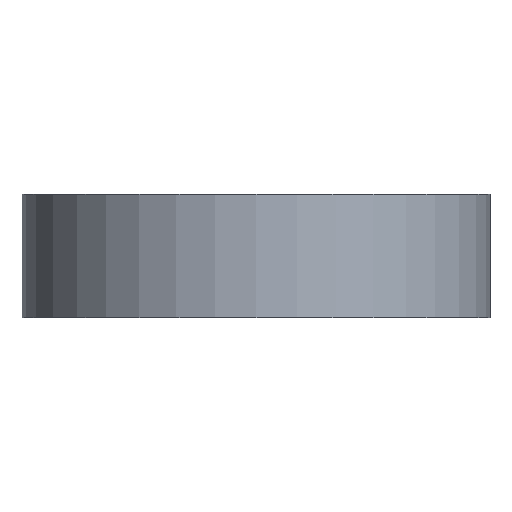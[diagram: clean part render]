
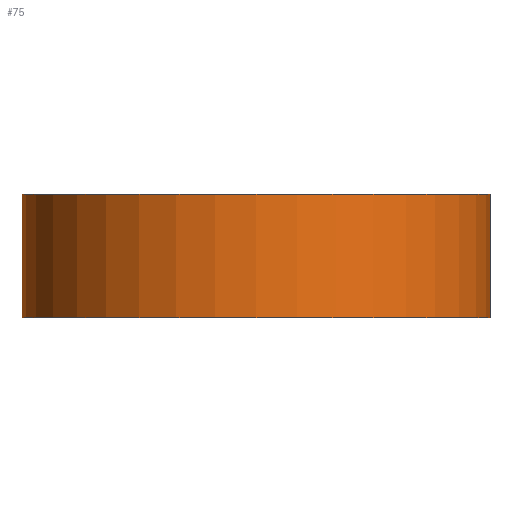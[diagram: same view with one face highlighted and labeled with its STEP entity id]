
A CAD part, left-side view. The second image highlights one B-rep face of the part: STEP entity #75.
In plain terms, the highlighted cylindrical face has radius 47.5 mm (diameter 95 mm), a partial arc.
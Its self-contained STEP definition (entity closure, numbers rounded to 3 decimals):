
#40 = EDGE_CURVE ( 'NONE', #149, #148, #113, .T. ) ;
#41 = EDGE_CURVE ( 'NONE', #101, #42, #109, .T. ) ;
#42 = VERTEX_POINT ( 'NONE', #105 ) ;
#70 = EDGE_CURVE ( 'NONE', #42, #148, #278, .T. ) ;
#75 = ADVANCED_FACE ( 'NONE', ( #230 ), #187, .T. ) ;
#76 = EDGE_LOOP ( 'NONE', ( #77, #78, #79, #96 ) ) ;
#77 = ORIENTED_EDGE ( 'NONE', *, *, #41, .F. ) ;
#78 = ORIENTED_EDGE ( 'NONE', *, *, #95, .T. ) ;
#79 = ORIENTED_EDGE ( 'NONE', *, *, #40, .T. ) ;
#95 = EDGE_CURVE ( 'NONE', #101, #149, #254, .T. ) ;
#96 = ORIENTED_EDGE ( 'NONE', *, *, #70, .F. ) ;
#101 = VERTEX_POINT ( 'NONE', #233 ) ;
#105 = CARTESIAN_POINT ( 'NONE',  ( 0., 47.5, 0. ) ) ;
#106 = DIRECTION ( 'NONE',  ( 0., 0., 1. ) ) ;
#107 = VECTOR ( 'NONE', #106, 1000. ) ;
#108 = CARTESIAN_POINT ( 'NONE',  ( 0., 47.5, 0. ) ) ;
#109 = LINE ( 'NONE', #108, #107 ) ;
#110 = DIRECTION ( 'NONE',  ( 0., 0., 1. ) ) ;
#111 = VECTOR ( 'NONE', #110, 1000. ) ;
#112 = CARTESIAN_POINT ( 'NONE',  ( 0., -47.5, 0. ) ) ;
#113 = LINE ( 'NONE', #112, #111 ) ;
#148 = VERTEX_POINT ( 'NONE', #256 ) ;
#149 = VERTEX_POINT ( 'NONE', #236 ) ;
#187 = CYLINDRICAL_SURFACE ( 'NONE', #224, 47.5 ) ;
#214 = DIRECTION ( 'NONE',  ( 0., -1., 0. ) ) ;
#223 = DIRECTION ( 'NONE',  ( 0., 0., 1. ) ) ;
#224 = AXIS2_PLACEMENT_3D ( 'NONE', #225, #223, #214 ) ;
#225 = CARTESIAN_POINT ( 'NONE',  ( 0., 0., 0. ) ) ;
#226 = DIRECTION ( 'NONE',  ( 0., -1., 0. ) ) ;
#227 = DIRECTION ( 'NONE',  ( 0., 0., 1. ) ) ;
#228 = CARTESIAN_POINT ( 'NONE',  ( 0., 0., 0. ) ) ;
#230 = FACE_OUTER_BOUND ( 'NONE', #76, .T. ) ;
#233 = CARTESIAN_POINT ( 'NONE',  ( 0., 47.5, -25. ) ) ;
#236 = CARTESIAN_POINT ( 'NONE',  ( 0., -47.5, -25. ) ) ;
#241 = DIRECTION ( 'NONE',  ( 0., -1., 0. ) ) ;
#242 = DIRECTION ( 'NONE',  ( 0., 0., 1. ) ) ;
#252 = CARTESIAN_POINT ( 'NONE',  ( 0., 0., -25. ) ) ;
#253 = AXIS2_PLACEMENT_3D ( 'NONE', #252, #242, #241 ) ;
#254 = CIRCLE ( 'NONE', #253, 47.5 ) ;
#256 = CARTESIAN_POINT ( 'NONE',  ( 0., -47.5, 0. ) ) ;
#261 = AXIS2_PLACEMENT_3D ( 'NONE', #228, #227, #226 ) ;
#278 = CIRCLE ( 'NONE', #261, 47.5 ) ;
